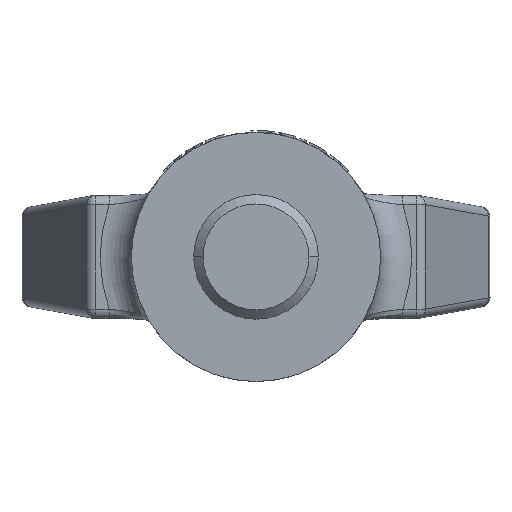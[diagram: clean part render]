
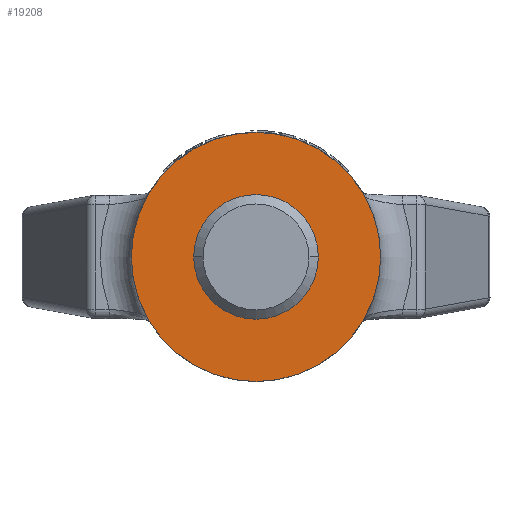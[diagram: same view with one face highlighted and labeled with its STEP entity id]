
A CAD part, front view. The second image highlights one B-rep face of the part: STEP entity #19208.
In plain terms, the highlighted planar face has unit normal (0, -1, 0).
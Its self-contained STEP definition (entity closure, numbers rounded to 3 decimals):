
#6958=CARTESIAN_POINT('',(0.,-35.,0.));
#6959=DIRECTION('',(0.,-1.,0.));
#6960=DIRECTION('',(-1.,0.,0.));
#6961=AXIS2_PLACEMENT_3D('',#6958,#6959,#6960);
#6963=CARTESIAN_POINT('',(0.,-35.,0.));
#6964=DIRECTION('',(0.,1.,0.));
#6965=DIRECTION('',(-1.,0.,0.));
#6966=AXIS2_PLACEMENT_3D('',#6963,#6964,#6965);
#7018=CARTESIAN_POINT('',(-20.,-35.,0.));
#7019=CARTESIAN_POINT('',(20.,-35.,0.));
#7020=VERTEX_POINT('',#7018);
#7021=VERTEX_POINT('',#7019);
#19199=CARTESIAN_POINT('',(0.,-35.,0.));
#19200=DIRECTION('',(0.,1.,0.));
#19201=DIRECTION('',(1.,0.,0.));
#19202=AXIS2_PLACEMENT_3D('',#19199,#19200,#19201);
#19203=PLANE('',#19202);
#19204=ORIENTED_EDGE('',*,*,#10504,.F.);
#19205=ORIENTED_EDGE('',*,*,#8875,.T.);
#19206=EDGE_LOOP('',(#19204,#19205));
#19207=FACE_OUTER_BOUND('',#19206,.F.);
#19208=ADVANCED_FACE('',(#19207),#19203,.F.);
#6962=CIRCLE('',#6961,20.);
#6967=CIRCLE('',#6966,20.);
#8875=EDGE_CURVE('',#7020,#7021,#6967,.T.);
#10504=EDGE_CURVE('',#7020,#7021,#6962,.T.);
